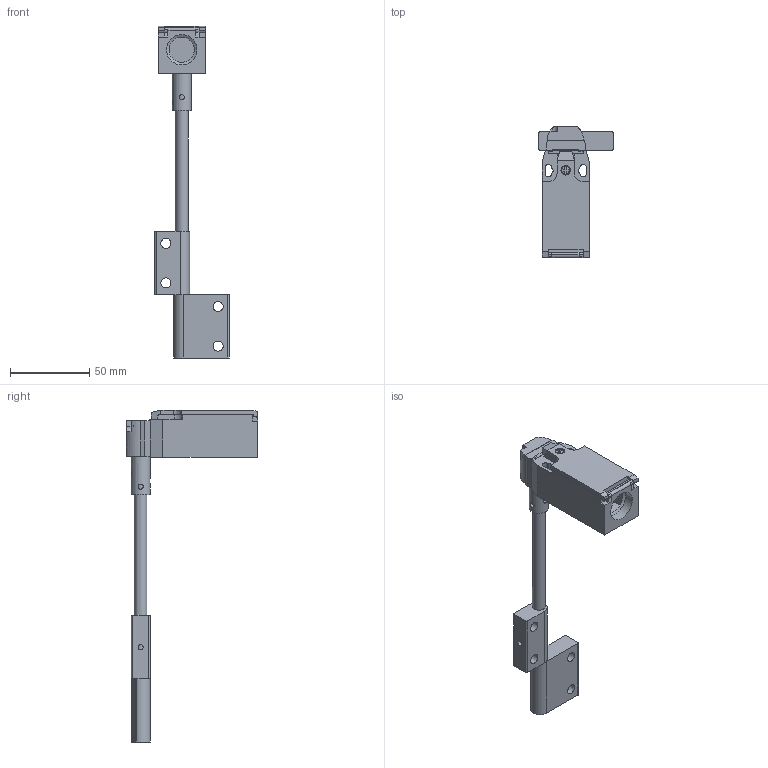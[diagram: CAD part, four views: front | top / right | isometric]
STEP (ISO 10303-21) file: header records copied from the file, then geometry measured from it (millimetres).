
FILE_DESCRIPTION(/* description */ (''),/* implementation_level */ '2;1');
FILE_NAME(/* name */ '651845L.stp',/* time_stamp */ '2013-12-08T11:30:45+01:00',/* author */ ('PC'),/* organization */ (''),/* preprocessor_version */ 'ST-DEVELOPER v15.2',/* originating_system */ 'Autodesk Inventor 2014',/* authorisation */ '');
FILE_SCHEMA (('AUTOMOTIVE_DESIGN { 1 0 10303 214 3 1 1 }'));
Length unit declared in the file: millimetre
Products named in the file (13): 700009_1_001; 700009_1_002; 700009_1_003; 700009_1_004; 700009_1_005; 700009_1_006; 700009_1_007; 700009_1_008; 700009_1; Čep KS; 6118Z; 6145; 651845L
Bounding box: 47 x 83 x 209.95 mm (x, y, z)
Volume: 65079.4 mm3; surface area: 42127.3 mm2
Topology: 11 solids, 11 shells, 417 faces, 1068 edges, 705 vertices
Faces by surface type: plane 311, cylinder 94, cone 8, torus 2, bspline 2
Full cylindrical faces by diameter (mm): 2.3 x1, 2.5 x1, 2.6 x5, 3 x4, 3.2 x2, 3.242 x1, 3.3 x1, 4.8 x2, 5 x2, 5.3 x1, 6 x2, 6.15 x2, 6.4 x4, 6.5 x1, 8 x3, 8.2 x1, 10 x1, 10.4 x4, 11 x1, 12 x1, 13.6 x2, 14.1 x1, 14.5 x1, 19.3 x1
Entity records: 12831 total; most frequent: CARTESIAN_POINT 2550, DIRECTION 2053, ORIENTED_EDGE 1988, EDGE_CURVE 994, LINE 757, VECTOR 757, VERTEX_POINT 687, AXIS2_PLACEMENT_3D 648
